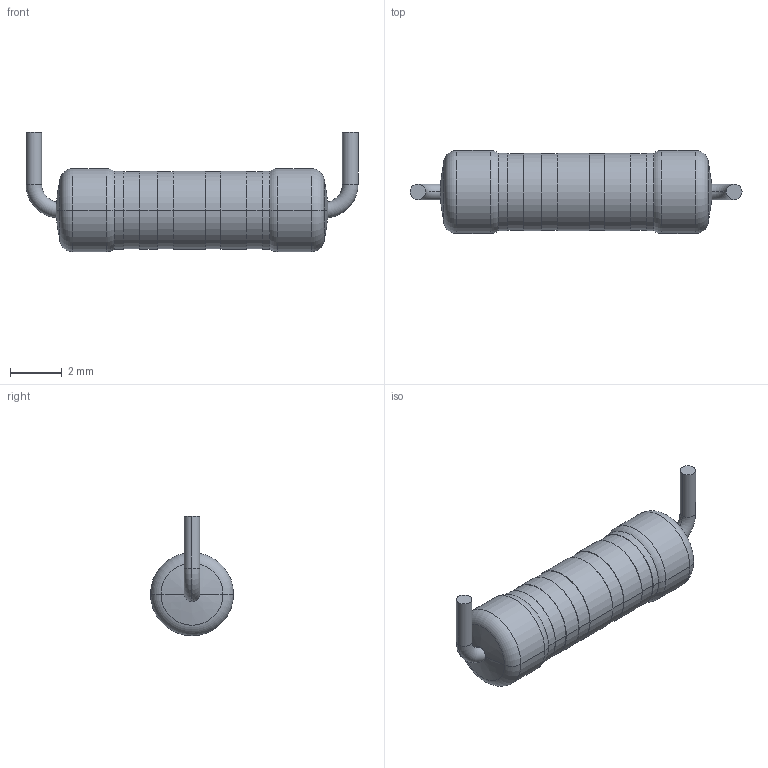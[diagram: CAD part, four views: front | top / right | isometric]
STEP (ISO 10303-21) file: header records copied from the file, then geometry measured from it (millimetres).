
FILE_DESCRIPTION (( 'STEP AP214' ), '1' );
FILE_NAME ('RES 1W_H.STEP', '2019-08-01T02:57:58', ( '' ), ( '' ), 'SwSTEP 2.0', 'SolidWorks 2016', '' );
FILE_SCHEMA (( 'AUTOMOTIVE_DESIGN' ));
Length unit declared in the file: millimetre
Products named in the file (1): RES 1W_H
Bounding box: 12.79 x 3.2 x 4.6 mm (x, y, z)
Volume: 77 mm3; surface area: 124.8 mm2
Topology: 1 solids, 1 shells, 52 faces, 106 edges, 64 vertices
Faces by surface type: cylinder 26, torus 12, plane 10, bspline 4
Entity records: 2036 total; most frequent: CARTESIAN_POINT 315, DIRECTION 260, ORIENTED_EDGE 212, AXIS2_PLACEMENT_3D 117, EDGE_CURVE 106, CIRCLE 68, VERTEX_POINT 64, EDGE_LOOP 60
